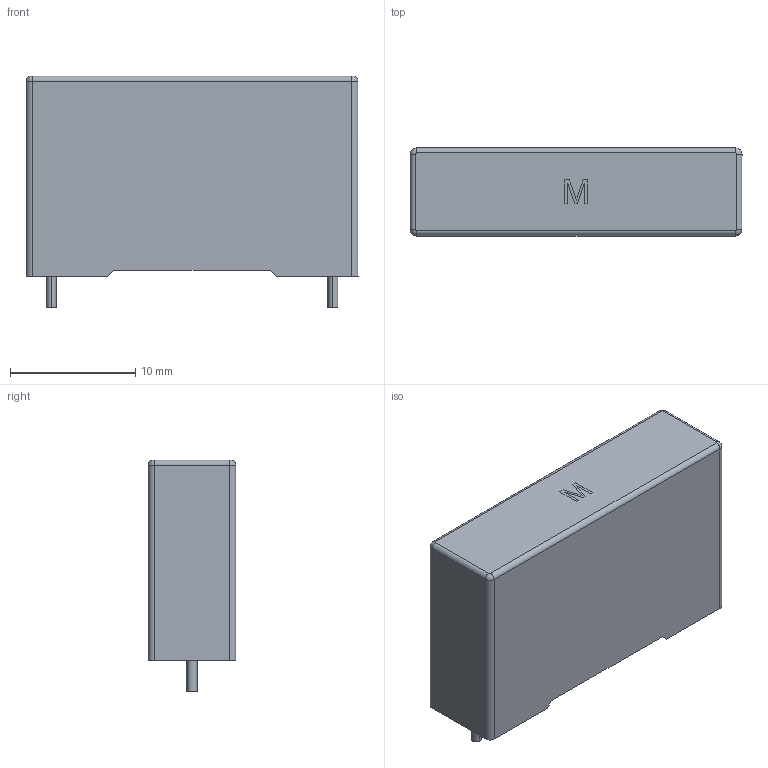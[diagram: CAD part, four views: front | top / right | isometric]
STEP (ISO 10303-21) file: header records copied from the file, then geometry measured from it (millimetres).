
FILE_DESCRIPTION (( 'STEP AP214' ), '1' );
FILE_NAME ('97D56809-1177-46BD-A1DC-64B6970E5B1C.STEP', '2024-07-15T09:23:57', ( '' ), ( '' ), 'SwSTEP 2.0', 'SolidWorks 2022', '' );
FILE_SCHEMA (( 'AUTOMOTIVE_DESIGN' ));
Length unit declared in the file: millimetre
Products named in the file (1): 97D56809-1177-46BD-A1DC-64B6970E5B1C
Bounding box: 26.5 x 7 x 18.5 mm (x, y, z)
Volume: 2808.9 mm3; surface area: 1460.1 mm2
Topology: 1 solids, 1 shells, 68 faces, 171 edges, 104 vertices
Faces by surface type: plane 34, cylinder 20, bspline 14
Entity records: 2581 total; most frequent: CARTESIAN_POINT 608, ORIENTED_EDGE 334, DIRECTION 309, EDGE_CURVE 167, LINE 107, VECTOR 107, VERTEX_POINT 104, AXIS2_PLACEMENT_3D 101
